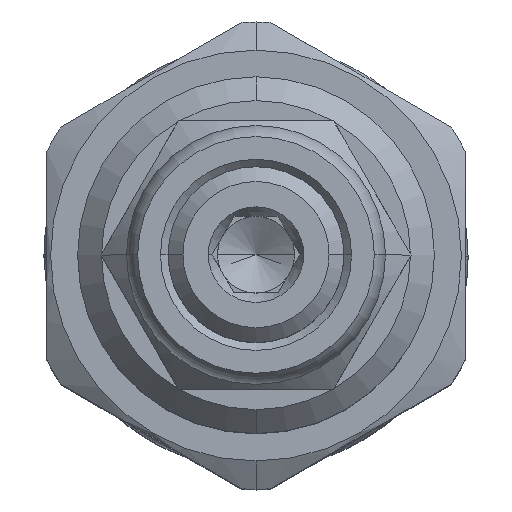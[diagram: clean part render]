
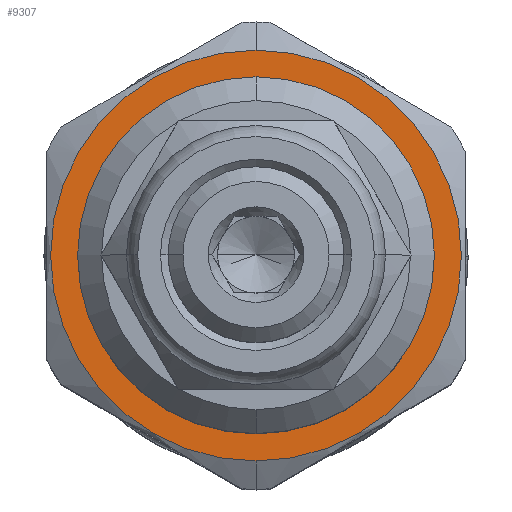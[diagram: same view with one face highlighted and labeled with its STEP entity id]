
A CAD part, top view. The second image highlights one B-rep face of the part: STEP entity #9307.
In plain terms, the highlighted planar face has unit normal (0, 0, 1).
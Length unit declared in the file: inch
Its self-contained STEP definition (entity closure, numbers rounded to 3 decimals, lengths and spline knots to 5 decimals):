
#1178=CARTESIAN_POINT('',(0.,0.,3.155));
#1179=DIRECTION('',(0.,0.,1.));
#1180=DIRECTION('',(0.,-1.,0.));
#1181=AXIS2_PLACEMENT_3D('',#1178,#1179,#1180);
#1183=CARTESIAN_POINT('',(0.,0.,3.155));
#1184=DIRECTION('',(0.,0.,-1.));
#1185=DIRECTION('',(0.,-1.,0.));
#1186=AXIS2_PLACEMENT_3D('',#1183,#1184,#1185);
#1192=CARTESIAN_POINT('',(0.,0.,3.155));
#1193=DIRECTION('',(0.,0.,-1.));
#1194=DIRECTION('',(0.,-1.,0.));
#1195=AXIS2_PLACEMENT_3D('',#1192,#1193,#1194);
#1731=CARTESIAN_POINT('',(0.,0.,3.155));
#1732=DIRECTION('',(0.,0.,1.));
#1733=DIRECTION('',(0.,-1.,0.));
#1734=AXIS2_PLACEMENT_3D('',#1731,#1732,#1733);
#6774=CARTESIAN_POINT('',(0.,-0.43,3.155));
#6776=VERTEX_POINT('',#6774);
#6782=CARTESIAN_POINT('',(0.,0.43,3.155));
#6784=VERTEX_POINT('',#6782);
#6790=CARTESIAN_POINT('',(0.,-0.3735,3.155));
#6791=CARTESIAN_POINT('',(0.,0.3735,3.155));
#6792=VERTEX_POINT('',#6790);
#6793=VERTEX_POINT('',#6791);
#9292=CARTESIAN_POINT('',(0.,0.,3.155));
#9293=DIRECTION('',(0.,0.,1.));
#9294=DIRECTION('',(0.,-1.,0.));
#9295=AXIS2_PLACEMENT_3D('',#9292,#9293,#9294);
#9296=PLANE('',#9295);
#9298=ORIENTED_EDGE('',*,*,#9297,.T.);
#9300=ORIENTED_EDGE('',*,*,#9299,.F.);
#9301=EDGE_LOOP('',(#9298,#9300));
#9302=FACE_OUTER_BOUND('',#9301,.F.);
#9303=ORIENTED_EDGE('',*,*,#9236,.T.);
#9304=ORIENTED_EDGE('',*,*,#9278,.F.);
#9305=EDGE_LOOP('',(#9303,#9304));
#9306=FACE_BOUND('',#9305,.F.);
#1182=CIRCLE('',#1181,0.3735);
#1187=CIRCLE('',#1186,0.3735);
#1196=CIRCLE('',#1195,0.43);
#1735=CIRCLE('',#1734,0.43);
#9236=EDGE_CURVE('',#6792,#6793,#1182,.T.);
#9278=EDGE_CURVE('',#6792,#6793,#1187,.T.);
#9297=EDGE_CURVE('',#6776,#6784,#1196,.T.);
#9299=EDGE_CURVE('',#6776,#6784,#1735,.T.);
#9307=ADVANCED_FACE('',(#9302,#9306),#9296,.T.);
